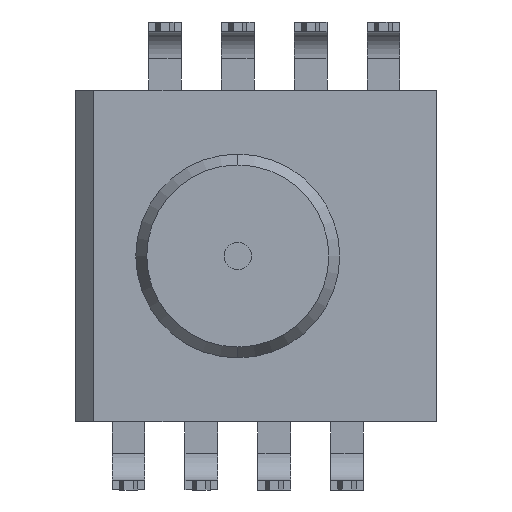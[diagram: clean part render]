
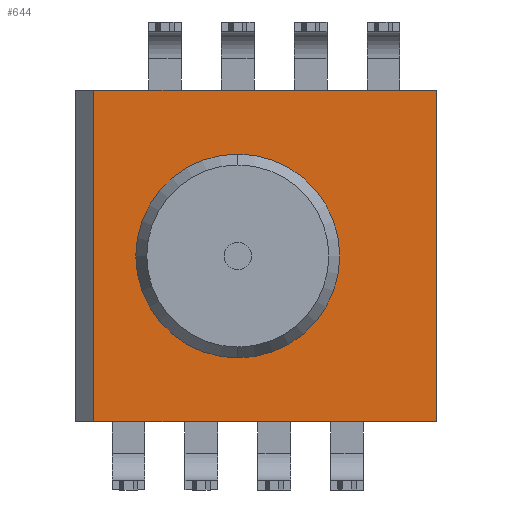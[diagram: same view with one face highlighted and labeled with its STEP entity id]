
A CAD part, front view. The second image highlights one B-rep face of the part: STEP entity #644.
In plain terms, the highlighted planar face has unit normal (0, -1, 0).
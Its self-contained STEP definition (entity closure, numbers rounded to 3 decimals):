
#10 = ORIENTED_EDGE ( 'NONE', *, *, #2889, .F. ) ;
#14 = CARTESIAN_POINT ( 'NONE',  ( 0., 0., 0. ) ) ;
#335 = EDGE_LOOP ( 'NONE', ( #10, #3634, #5693, #2369 ) ) ;
#387 = DIRECTION ( 'NONE',  ( -1., 0., 0. ) ) ;
#455 = DIRECTION ( 'NONE',  ( 0., 0., -1. ) ) ;
#505 = CARTESIAN_POINT ( 'NONE',  ( -0.5, 0., 0. ) ) ;
#560 = DIRECTION ( 'NONE',  ( 0., 1., 0. ) ) ;
#644 = ADVANCED_FACE ( 'NONE', ( #1784, #5766 ), #1566, .F. ) ;
#736 = VERTEX_POINT ( 'NONE', #6131 ) ;
#1098 = VECTOR ( 'NONE', #2146, 1000. ) ;
#1109 = DIRECTION ( 'NONE',  ( 0., -1., 0. ) ) ;
#1288 = LINE ( 'NONE', #4708, #3325 ) ;
#1354 = CARTESIAN_POINT ( 'NONE',  ( -4.45, 0., -4.55 ) ) ;
#1400 = VERTEX_POINT ( 'NONE', #3694 ) ;
#1414 = EDGE_CURVE ( 'NONE', #2670, #5306, #3730, .T. ) ;
#1503 = DIRECTION ( 'NONE',  ( 0., -1., 0. ) ) ;
#1505 = DIRECTION ( 'NONE',  ( 0., 0., 1. ) ) ;
#1566 = PLANE ( 'NONE',  #5856 ) ;
#1584 = DIRECTION ( 'NONE',  ( 0., 0., -1. ) ) ;
#1631 = ORIENTED_EDGE ( 'NONE', *, *, #4117, .F. ) ;
#1662 = EDGE_CURVE ( 'NONE', #1400, #5306, #5287, .T. ) ;
#1720 = EDGE_CURVE ( 'NONE', #3942, #1400, #4820, .T. ) ;
#1784 = FACE_BOUND ( 'NONE', #2467, .T. ) ;
#2146 = DIRECTION ( 'NONE',  ( 0., 0., -1. ) ) ;
#2369 = ORIENTED_EDGE ( 'NONE', *, *, #1720, .F. ) ;
#2397 = CIRCLE ( 'NONE', #3277, 2.8 ) ;
#2467 = EDGE_LOOP ( 'NONE', ( #1631, #6183 ) ) ;
#2670 = VERTEX_POINT ( 'NONE', #5334 ) ;
#2784 = CIRCLE ( 'NONE', #5983, 2.8 ) ;
#2889 = EDGE_CURVE ( 'NONE', #2670, #3942, #1288, .T. ) ;
#2892 = CARTESIAN_POINT ( 'NONE',  ( 4.95, 0., 4.55 ) ) ;
#2986 = CARTESIAN_POINT ( 'NONE',  ( 4.95, 0., 4.55 ) ) ;
#3277 = AXIS2_PLACEMENT_3D ( 'NONE', #505, #1503, #5000 ) ;
#3325 = VECTOR ( 'NONE', #3686, 1000. ) ;
#3507 = VECTOR ( 'NONE', #455, 1000. ) ;
#3634 = ORIENTED_EDGE ( 'NONE', *, *, #1414, .T. ) ;
#3655 = VECTOR ( 'NONE', #387, 1000. ) ;
#3686 = DIRECTION ( 'NONE',  ( 1., 0., 0. ) ) ;
#3694 = CARTESIAN_POINT ( 'NONE',  ( 4.95, 0., -4.55 ) ) ;
#3725 = EDGE_CURVE ( 'NONE', #5142, #736, #2784, .T. ) ;
#3730 = LINE ( 'NONE', #4224, #1098 ) ;
#3942 = VERTEX_POINT ( 'NONE', #2986 ) ;
#4117 = EDGE_CURVE ( 'NONE', #736, #5142, #2397, .T. ) ;
#4224 = CARTESIAN_POINT ( 'NONE',  ( -4.45, 0., 0. ) ) ;
#4708 = CARTESIAN_POINT ( 'NONE',  ( 4.95, 0., 4.55 ) ) ;
#4820 = LINE ( 'NONE', #2892, #3507 ) ;
#5000 = DIRECTION ( 'NONE',  ( 0., 0., -1. ) ) ;
#5041 = CARTESIAN_POINT ( 'NONE',  ( -0.5, 0., 0. ) ) ;
#5142 = VERTEX_POINT ( 'NONE', #5760 ) ;
#5287 = LINE ( 'NONE', #6346, #3655 ) ;
#5306 = VERTEX_POINT ( 'NONE', #1354 ) ;
#5334 = CARTESIAN_POINT ( 'NONE',  ( -4.45, 0., 4.55 ) ) ;
#5693 = ORIENTED_EDGE ( 'NONE', *, *, #1662, .F. ) ;
#5760 = CARTESIAN_POINT ( 'NONE',  ( -0.5, 0., -2.8 ) ) ;
#5766 = FACE_OUTER_BOUND ( 'NONE', #335, .T. ) ;
#5856 = AXIS2_PLACEMENT_3D ( 'NONE', #14, #560, #1505 ) ;
#5983 = AXIS2_PLACEMENT_3D ( 'NONE', #5041, #1109, #1584 ) ;
#6131 = CARTESIAN_POINT ( 'NONE',  ( -0.5, 0., 2.8 ) ) ;
#6183 = ORIENTED_EDGE ( 'NONE', *, *, #3725, .F. ) ;
#6346 = CARTESIAN_POINT ( 'NONE',  ( 4.95, 0., -4.55 ) ) ;
